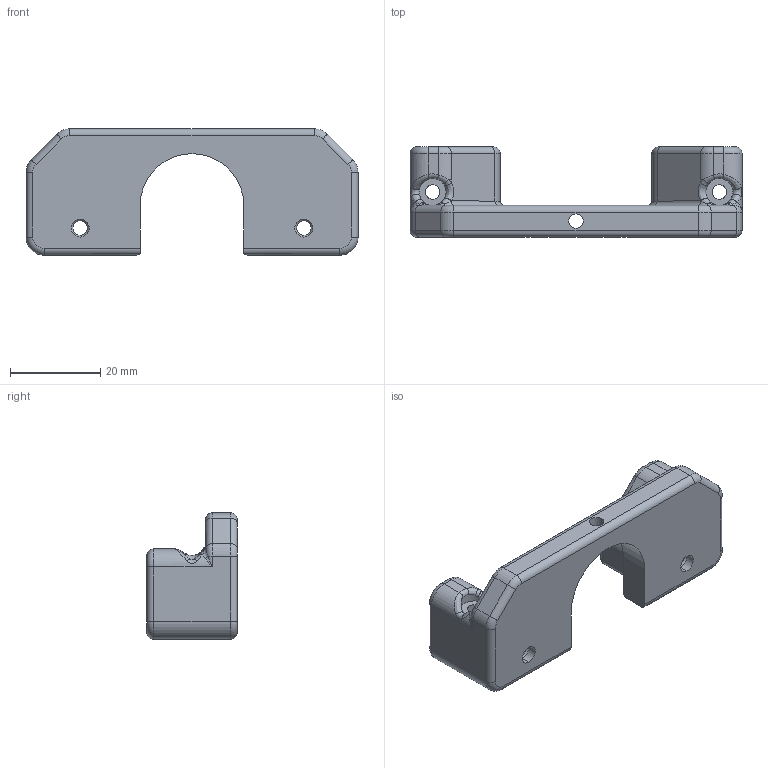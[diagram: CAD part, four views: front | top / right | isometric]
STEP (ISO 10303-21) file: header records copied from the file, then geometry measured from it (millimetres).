
FILE_DESCRIPTION (( 'STEP AP214' ), '1' );
FILE_NAME ('Z608CageBottomPlate.STEP', '2025-03-07T07:15:37', ( '' ), ( '' ), 'SwSTEP 2.0', 'SolidWorks 2024', '' );
FILE_SCHEMA (( 'AUTOMOTIVE_DESIGN' ));
Length unit declared in the file: millimetre
Products named in the file (1): Z608CageBottomPlate
Bounding box: 73.6 x 20 x 28 mm (x, y, z)
Volume: 17965.3 mm3; surface area: 6909.7 mm2
Topology: 1 solids, 1 shells, 174 faces, 424 edges, 234 vertices
Faces by surface type: cylinder 66, bspline 54, torus 24, plane 22, cone 4, sphere 4
Entity records: 9003 total; most frequent: CARTESIAN_POINT 3385, ORIENTED_EDGE 814, DIRECTION 737, EDGE_CURVE 407, AXIS2_PLACEMENT_3D 310, VERTEX_POINT 234, CIRCLE 189, EDGE_LOOP 183
